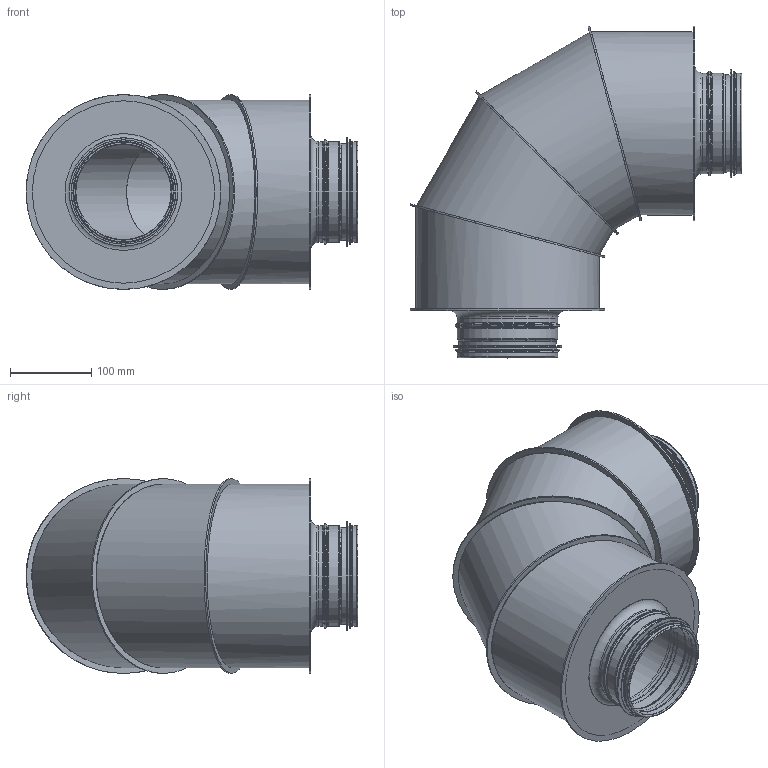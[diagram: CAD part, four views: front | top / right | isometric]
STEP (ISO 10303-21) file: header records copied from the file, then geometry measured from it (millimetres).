
FILE_DESCRIPTION(/* description */ ('Vinkel Ljuddämpare Ø125'),/* implementation_level */ '2;1');
FILE_NAME(/* name */ 'LO10004.stp',/* time_stamp */ '2016-11-28T03:56:03-08:00',/* author */ ('CAD'),/* organization */ (''),/* preprocessor_version */ 'ST-DEVELOPER v16.5',/* originating_system */ 'Autodesk Inventor 2017',/* authorisation */ '');
FILE_SCHEMA (('AUTOMOTIVE_DESIGN { 1 0 10303 214 3 1 1 }'));
Length unit declared in the file: millimetre
Products named in the file (1): HRFV-125
Bounding box: 409.49 x 409.49 x 240.4 mm (x, y, z)
Volume: 477950.6 mm3; surface area: 1180043.3 mm2
Topology: 3 solids, 9 shells, 172 faces, 346 edges, 190 vertices
Faces by surface type: torus 48, cylinder 46, bspline 34, cone 22, plane 22
Full cylindrical faces by diameter (mm): 117.45 x2, 118.85 x2, 118.95 x2, 122 x4, 122.55 x6, 122.65 x2, 123.4 x6, 124.05 x6, 128.95 x2, 133.95 x2, 225 x4, 226.4 x4, 240.4 x2
Entity records: 5816 total; most frequent: CARTESIAN_POINT 2801, DIRECTION 653, ORIENTED_EDGE 448, AXIS2_PLACEMENT_3D 314, EDGE_LOOP 306, EDGE_CURVE 212, VERTEX_POINT 172, FACE_OUTER_BOUND 170
